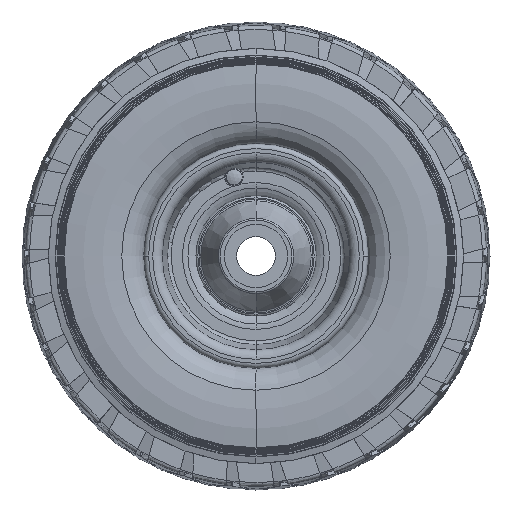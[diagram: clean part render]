
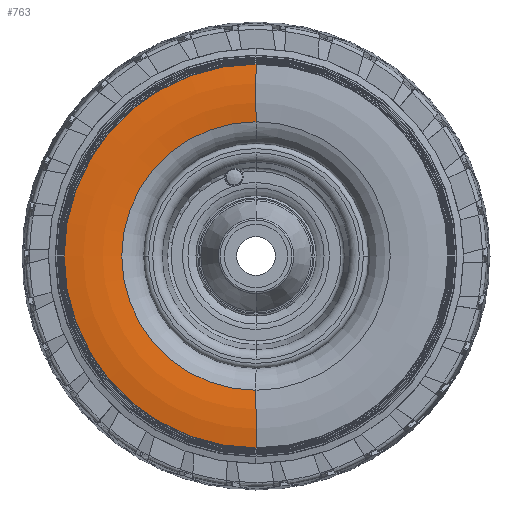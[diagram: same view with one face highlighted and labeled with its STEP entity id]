
A CAD part, front view. The second image highlights one B-rep face of the part: STEP entity #763.
In plain terms, the highlighted toroidal (fillet/blend) face has major radius 83.822 mm and minor radius 83.477 mm.
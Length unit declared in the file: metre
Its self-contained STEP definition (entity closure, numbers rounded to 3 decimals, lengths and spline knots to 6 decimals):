
#763=ADVANCED_FACE('1401:44149',(#3375),#3376,.T.);
#3375=FACE_OUTER_BOUND('',#9669,.T.);
#3376=TOROIDAL_SURFACE('',#9670,0.083822,0.083477);
#9669=EDGE_LOOP('',(#20057,#20058,#20059,#20060));
#9670=AXIS2_PLACEMENT_3D('',#20061,#20062,#20063);
#20057=ORIENTED_EDGE('',*,*,#38504,.T.);
#20058=ORIENTED_EDGE('',*,*,#38523,.T.);
#20059=ORIENTED_EDGE('',*,*,#38506,.T.);
#20060=ORIENTED_EDGE('',*,*,#38521,.T.);
#20061=CARTESIAN_POINT('',(0.0,0.045977,0.0));
#20062=DIRECTION('',(0.0,1.0,0.0));
#20063=DIRECTION('',(0.0,0.0,1.0));
#38504=EDGE_CURVE('',#45891,#45678,#45892,.T.);
#38506=EDGE_CURVE('',#45680,#45893,#45895,.T.);
#38521=EDGE_CURVE('1405:176992',#45893,#45891,#45916,.T.);
#38523=EDGE_CURVE('1401:44482',#45678,#45680,#45918,.T.);
#45678=VERTEX_POINT('',#66052);
#45680=VERTEX_POINT('',#66055);
#45891=VERTEX_POINT('',#66317);
#45892=CIRCLE('',#66318,0.083477);
#45893=VERTEX_POINT('',#66319);
#45895=CIRCLE('',#66321,0.083477);
#45916=CIRCLE('',#66344,0.068737);
#45918=CIRCLE('',#66346,0.098239);
#66052=CARTESIAN_POINT('',(0.0,-0.036246,0.098239));
#66055=CARTESIAN_POINT('',(0.,-0.036246,-0.098239));
#66317=CARTESIAN_POINT('',(0.,-0.036124,0.068737));
#66318=AXIS2_PLACEMENT_3D('',#103905,#103906,#103907);
#66319=CARTESIAN_POINT('',(0.,-0.036124,-0.068737));
#66321=AXIS2_PLACEMENT_3D('',#103911,#103912,#103913);
#66344=AXIS2_PLACEMENT_3D('',#103952,#103953,#103954);
#66346=AXIS2_PLACEMENT_3D('',#103958,#103959,#103960);
#103905=CARTESIAN_POINT('',(0.,0.045977,0.083822));
#103906=DIRECTION('',(-1.0,0.0,0.));
#103907=DIRECTION('',(0.,-0.0,1.0));
#103911=CARTESIAN_POINT('',(0.,0.045977,-0.083822));
#103912=DIRECTION('',(-1.0,0.0,0.));
#103913=DIRECTION('',(0.,0.0,-1.0));
#103952=CARTESIAN_POINT('',(0.,-0.036122,0.));
#103953=DIRECTION('',(0.,1.0,0.));
#103954=DIRECTION('',(0.,0.,1.0));
#103958=CARTESIAN_POINT('',(0.0,-0.036246,0.));
#103959=DIRECTION('',(0.0,-1.0,0.));
#103960=DIRECTION('',(0.0,0.,1.0));
